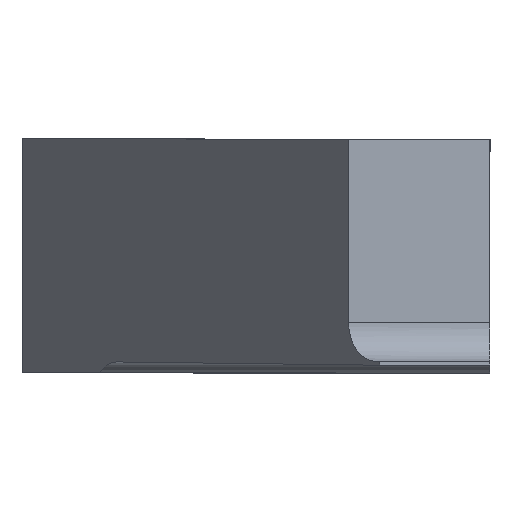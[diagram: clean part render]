
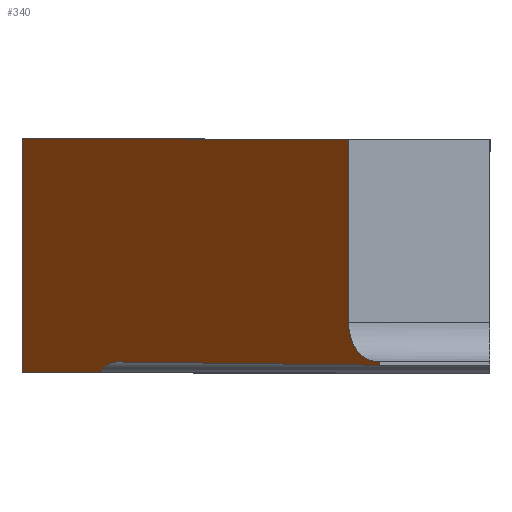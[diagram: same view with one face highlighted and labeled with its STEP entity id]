
A CAD part, left-side view. The second image highlights one B-rep face of the part: STEP entity #340.
In plain terms, the highlighted planar face has unit normal (-0.574, 0.819, 0).
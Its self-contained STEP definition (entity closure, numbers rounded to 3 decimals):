
#1 = CARTESIAN_POINT ( 'NONE',  ( 0.575, 1.813, -0.851 ) ) ;
#4 = LINE ( 'NONE', #307, #477 ) ;
#7 = ORIENTED_EDGE ( 'NONE', *, *, #705, .T. ) ;
#8 = DIRECTION ( 'NONE',  ( 0.819, 0.574, -0.007 ) ) ;
#24 = PLANE ( 'NONE',  #696 ) ;
#32 = CARTESIAN_POINT ( 'NONE',  ( 0.017, 1.423, -1.4 ) ) ;
#50 = CARTESIAN_POINT ( 'NONE',  ( 0.575, 1.813, -1.144 ) ) ;
#54 = LINE ( 'NONE', #231, #408 ) ;
#66 = VECTOR ( 'NONE', #459, 1000. ) ;
#72 = CARTESIAN_POINT ( 'NONE',  ( 0.073, 1.462, -1.351 ) ) ;
#76 = DIRECTION ( 'NONE',  ( 0., 0., -1. ) ) ;
#79 = EDGE_CURVE ( 'NONE', #322, #511, #252, .T. ) ;
#83 = DIRECTION ( 'NONE',  ( -0.819, -0.574, 0. ) ) ;
#86 = CARTESIAN_POINT ( 'NONE',  ( 0., 1.411, -1.5 ) ) ;
#87 = CARTESIAN_POINT ( 'NONE',  ( 0.072, 1.461, -1.351 ) ) ;
#98 = EDGE_CURVE ( 'NONE', #442, #116, #142, .T. ) ;
#99 = CARTESIAN_POINT ( 'NONE',  ( 0.368, 1.668, -1.351 ) ) ;
#100 = CARTESIAN_POINT ( 'NONE',  ( 0., 1.411, -1.4 ) ) ;
#111 = ORIENTED_EDGE ( 'NONE', *, *, #291, .T. ) ;
#115 = CARTESIAN_POINT ( 'NONE',  ( 5.127, 5.001, -1.5 ) ) ;
#116 = VERTEX_POINT ( 'NONE', #100 ) ;
#120 = CARTESIAN_POINT ( 'NONE',  ( 0., 1.411, 1.5 ) ) ;
#126 = CARTESIAN_POINT ( 'NONE',  ( 0.075, 1.463, -1.351 ) ) ;
#127 = ORIENTED_EDGE ( 'NONE', *, *, #275, .F. ) ;
#142 = LINE ( 'NONE', #32, #457 ) ;
#169 = CARTESIAN_POINT ( 'NONE',  ( 6.554, 6., 1.5 ) ) ;
#177 = VERTEX_POINT ( 'NONE', #370 ) ;
#179 = ORIENTED_EDGE ( 'NONE', *, *, #712, .F. ) ;
#180 = DIRECTION ( 'NONE',  ( 0., 0., 1. ) ) ;
#194 = CARTESIAN_POINT ( 'NONE',  ( 0., 1.411, -1.35 ) ) ;
#198 = ORIENTED_EDGE ( 'NONE', *, *, #362, .T. ) ;
#202 = ORIENTED_EDGE ( 'NONE', *, *, #79, .T. ) ;
#208 = CARTESIAN_POINT ( 'NONE',  ( 6.554, 6., -1.5 ) ) ;
#231 = CARTESIAN_POINT ( 'NONE',  ( -0.017, 1.399, -1.35 ) ) ;
#247 = ORIENTED_EDGE ( 'NONE', *, *, #98, .T. ) ;
#252 = LINE ( 'NONE', #643, #524 ) ;
#268 = LINE ( 'NONE', #413, #66 ) ;
#275 = EDGE_CURVE ( 'NONE', #579, #511, #268, .T. ) ;
#280 = CARTESIAN_POINT ( 'NONE',  ( 0.075, 1.463, -1.351 ) ) ;
#282 = CARTESIAN_POINT ( 'NONE',  ( 0., 1.411, 1.5 ) ) ;
#284 = DIRECTION ( 'NONE',  ( -0.819, -0.574, -0.007 ) ) ;
#291 = EDGE_CURVE ( 'NONE', #375, #322, #354, .T. ) ;
#307 = CARTESIAN_POINT ( 'NONE',  ( 6.554, 6., 1.5 ) ) ;
#308 =( BOUNDED_CURVE ( )  B_SPLINE_CURVE ( 3, ( #115, #571, #486, #741 ),
 .UNSPECIFIED., .F., .F. ) 
 B_SPLINE_CURVE_WITH_KNOTS ( ( 4, 4 ),
 ( 0.701, 1.58 ),
 .UNSPECIFIED. ) 
 CURVE ( )  GEOMETRIC_REPRESENTATION_ITEM ( )  RATIONAL_B_SPLINE_CURVE ( ( 1., 0.937, 0.937, 1. ) ) 
 REPRESENTATION_ITEM ( '' )  );
#322 = VERTEX_POINT ( 'NONE', #562 ) ;
#325 = VERTEX_POINT ( 'NONE', #615 ) ;
#326 = VECTOR ( 'NONE', #83, 1000. ) ;
#340 = ADVANCED_FACE ( 'NONE', ( #586 ), #24, .F. ) ;
#347 =( BOUNDED_CURVE ( )  B_SPLINE_CURVE ( 3, ( #558, #87, #72, #619 ),
 .UNSPECIFIED., .F., .F. ) 
 B_SPLINE_CURVE_WITH_KNOTS ( ( 4, 4 ),
 ( 4.704, 4.712 ),
 .UNSPECIFIED. ) 
 CURVE ( )  GEOMETRIC_REPRESENTATION_ITEM ( )  RATIONAL_B_SPLINE_CURVE ( ( 1., 1., 1., 1. ) ) 
 REPRESENTATION_ITEM ( '' )  );
#354 =( BOUNDED_CURVE ( )  B_SPLINE_CURVE ( 3, ( #126, #99, #50, #1 ),
 .UNSPECIFIED., .F., .F. ) 
 B_SPLINE_CURVE_WITH_KNOTS ( ( 4, 4 ),
 ( 4.712, 6.283 ),
 .UNSPECIFIED. ) 
 CURVE ( )  GEOMETRIC_REPRESENTATION_ITEM ( )  RATIONAL_B_SPLINE_CURVE ( ( 1., 0.805, 0.805, 1. ) ) 
 REPRESENTATION_ITEM ( '' )  );
#362 = EDGE_CURVE ( 'NONE', #177, #375, #347, .T. ) ;
#370 = CARTESIAN_POINT ( 'NONE',  ( 0.07, 1.46, -1.351 ) ) ;
#375 = VERTEX_POINT ( 'NONE', #280 ) ;
#404 = CARTESIAN_POINT ( 'NONE',  ( 0.575, 1.813, 1.5 ) ) ;
#408 = VECTOR ( 'NONE', #8, 1000. ) ;
#413 = CARTESIAN_POINT ( 'NONE',  ( 0., 1.411, 1.5 ) ) ;
#431 = CARTESIAN_POINT ( 'NONE',  ( 4.818, 4.784, -1.358 ) ) ;
#442 = VERTEX_POINT ( 'NONE', #431 ) ;
#447 = DIRECTION ( 'NONE',  ( 0., 0., -1. ) ) ;
#457 = VECTOR ( 'NONE', #284, 1000. ) ;
#459 = DIRECTION ( 'NONE',  ( -0.819, -0.574, 0. ) ) ;
#464 = EDGE_LOOP ( 'NONE', ( #7, #604, #247, #179, #489, #198, #111, #202, #127, #699 ) ) ;
#477 = VECTOR ( 'NONE', #76, 1000. ) ;
#486 = CARTESIAN_POINT ( 'NONE',  ( 4.939, 4.869, -1.357 ) ) ;
#489 = ORIENTED_EDGE ( 'NONE', *, *, #611, .T. ) ;
#496 = DIRECTION ( 'NONE',  ( 0.574, -0.819, 0. ) ) ;
#506 = VERTEX_POINT ( 'NONE', #194 ) ;
#511 = VERTEX_POINT ( 'NONE', #404 ) ;
#524 = VECTOR ( 'NONE', #180, 1000. ) ;
#526 = LINE ( 'NONE', #120, #596 ) ;
#558 = CARTESIAN_POINT ( 'NONE',  ( 0.07, 1.46, -1.351 ) ) ;
#562 = CARTESIAN_POINT ( 'NONE',  ( 0.575, 1.813, -0.851 ) ) ;
#571 = CARTESIAN_POINT ( 'NONE',  ( 5.049, 4.946, -1.407 ) ) ;
#579 = VERTEX_POINT ( 'NONE', #169 ) ;
#586 = FACE_OUTER_BOUND ( 'NONE', #464, .T. ) ;
#596 = VECTOR ( 'NONE', #447, 1000. ) ;
#604 = ORIENTED_EDGE ( 'NONE', *, *, #750, .T. ) ;
#611 = EDGE_CURVE ( 'NONE', #506, #177, #54, .T. ) ;
#615 = CARTESIAN_POINT ( 'NONE',  ( 5.127, 5.001, -1.5 ) ) ;
#618 = VERTEX_POINT ( 'NONE', #208 ) ;
#619 = CARTESIAN_POINT ( 'NONE',  ( 0.075, 1.463, -1.351 ) ) ;
#643 = CARTESIAN_POINT ( 'NONE',  ( 0.575, 1.813, 1.5 ) ) ;
#646 = EDGE_CURVE ( 'NONE', #579, #618, #4, .T. ) ;
#689 = LINE ( 'NONE', #86, #326 ) ;
#696 = AXIS2_PLACEMENT_3D ( 'NONE', #282, #496, #728 ) ;
#699 = ORIENTED_EDGE ( 'NONE', *, *, #646, .T. ) ;
#705 = EDGE_CURVE ( 'NONE', #618, #325, #689, .T. ) ;
#712 = EDGE_CURVE ( 'NONE', #506, #116, #526, .T. ) ;
#728 = DIRECTION ( 'NONE',  ( 0.819, 0.574, 0. ) ) ;
#741 = CARTESIAN_POINT ( 'NONE',  ( 4.818, 4.784, -1.358 ) ) ;
#750 = EDGE_CURVE ( 'NONE', #325, #442, #308, .T. ) ;
